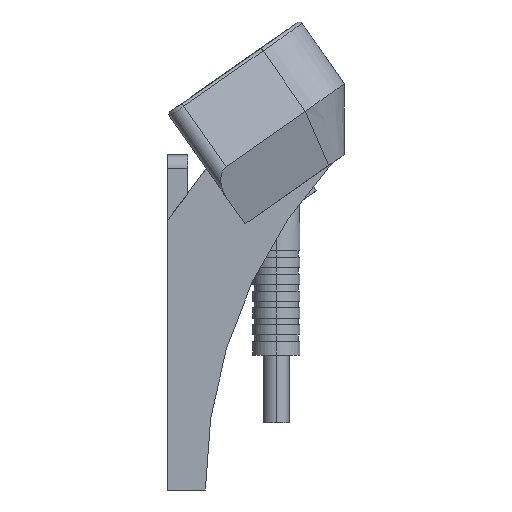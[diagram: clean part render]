
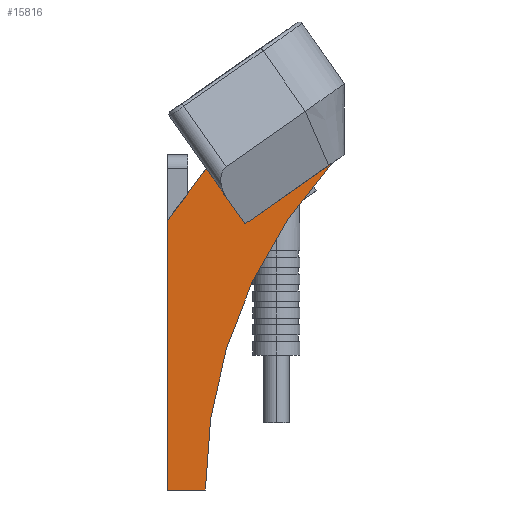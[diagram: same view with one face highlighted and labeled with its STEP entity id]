
A CAD part, left-side view. The second image highlights one B-rep face of the part: STEP entity #15816.
In plain terms, the highlighted planar face has unit normal (-1, 0, 0).
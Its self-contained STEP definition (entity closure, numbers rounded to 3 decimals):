
#2063 = FACE_OUTER_BOUND ( 'NONE', #9615, .T. ) ;
#2872 = AXIS2_PLACEMENT_3D ( 'NONE', #5782, #5791, #5792 ) ;
#4248 = CARTESIAN_POINT ( 'NONE',  ( -36.35, 0., -40. ) ) ;
#4300 = CARTESIAN_POINT ( 'NONE',  ( -36.35, -11.472, -0.549 ) ) ;
#4335 = CARTESIAN_POINT ( 'NONE',  ( -36.35, -5.6, -40. ) ) ;
#4383 = CARTESIAN_POINT ( 'NONE',  ( -36.35, -24.37, 8.483 ) ) ;
#4395 = CARTESIAN_POINT ( 'NONE',  ( -36.35, 0., 0. ) ) ;
#4397 = CARTESIAN_POINT ( 'NONE',  ( -36.35, -5.736, 7.643 ) ) ;
#5782 = CARTESIAN_POINT ( 'NONE',  ( -36.35, 0., -40. ) ) ;
#5789 = PLANE ( 'NONE',  #2872 ) ;
#5791 = DIRECTION ( 'NONE',  ( -1., 0., 0. ) ) ;
#5792 = DIRECTION ( 'NONE',  ( 0., 0., 1. ) ) ;
#7323 = LINE ( 'NONE', #11083, #7328 ) ;
#7328 = VECTOR ( 'NONE', #11096, 1000. ) ;
#7355 = LINE ( 'NONE', #11182, #7362 ) ;
#7362 = VECTOR ( 'NONE', #11192, 1000. ) ;
#7385 = CIRCLE ( 'NONE', #8140, 72. ) ;
#7448 = LINE ( 'NONE', #11311, #7450 ) ;
#7449 = LINE ( 'NONE', #11313, #7452 ) ;
#7450 = VECTOR ( 'NONE', #11312, 1000. ) ;
#7451 = LINE ( 'NONE', #11315, #7454 ) ;
#7452 = VECTOR ( 'NONE', #11314, 1000. ) ;
#7454 = VECTOR ( 'NONE', #11316, 1000. ) ;
#8140 = AXIS2_PLACEMENT_3D ( 'NONE', #11222, #11223, #11224 ) ;
#9000 = VERTEX_POINT ( 'NONE', #4248 ) ;
#9052 = VERTEX_POINT ( 'NONE', #4300 ) ;
#9414 = VERTEX_POINT ( 'NONE', #4335 ) ;
#9514 = VERTEX_POINT ( 'NONE', #4383 ) ;
#9540 = VERTEX_POINT ( 'NONE', #4395 ) ;
#9544 = VERTEX_POINT ( 'NONE', #4397 ) ;
#9615 = EDGE_LOOP ( 'NONE', ( #15722, #15723, #15724, #15725, #15726, #15727 ) ) ;
#11083 = CARTESIAN_POINT ( 'NONE',  ( -36.35, 0., -40. ) ) ;
#11096 = DIRECTION ( 'NONE',  ( 0., 0., 1. ) ) ;
#11182 = CARTESIAN_POINT ( 'NONE',  ( -36.35, 0., -40. ) ) ;
#11192 = DIRECTION ( 'NONE',  ( 0., -1., 0. ) ) ;
#11222 = CARTESIAN_POINT ( 'NONE',  ( -36.35, -77.6, -40. ) ) ;
#11223 = DIRECTION ( 'NONE',  ( -1., 0., 0. ) ) ;
#11224 = DIRECTION ( 'NONE',  ( 0., 0., -1. ) ) ;
#11311 = CARTESIAN_POINT ( 'NONE',  ( -36.35, -31.131, 13.217 ) ) ;
#11312 = DIRECTION ( 'NONE',  ( 0., -0.819, 0.574 ) ) ;
#11313 = CARTESIAN_POINT ( 'NONE',  ( -36.35, -7.305, 5.402 ) ) ;
#11314 = DIRECTION ( 'NONE',  ( 0., -0.574, -0.819 ) ) ;
#11315 = CARTESIAN_POINT ( 'NONE',  ( -36.35, 0., 0. ) ) ;
#11316 = DIRECTION ( 'NONE',  ( 0., -0.6, 0.8 ) ) ;
#15722 = ORIENTED_EDGE ( 'NONE', *, *, #16202, .T. ) ;
#15723 = ORIENTED_EDGE ( 'NONE', *, *, #16216, .F. ) ;
#15724 = ORIENTED_EDGE ( 'NONE', *, *, #16254, .F. ) ;
#15725 = ORIENTED_EDGE ( 'NONE', *, *, #16255, .F. ) ;
#15726 = ORIENTED_EDGE ( 'NONE', *, *, #16256, .F. ) ;
#15727 = ORIENTED_EDGE ( 'NONE', *, *, #16180, .F. ) ;
#15816 = ADVANCED_FACE ( 'NONE', ( #2063 ), #5789, .T. ) ;
#16180 = EDGE_CURVE ( 'NONE', #9000, #9540, #7323, .T. ) ;
#16202 = EDGE_CURVE ( 'NONE', #9000, #9414, #7355, .T. ) ;
#16216 = EDGE_CURVE ( 'NONE', #9514, #9414, #7385, .T. ) ;
#16254 = EDGE_CURVE ( 'NONE', #9052, #9514, #7448, .T. ) ;
#16255 = EDGE_CURVE ( 'NONE', #9544, #9052, #7449, .T. ) ;
#16256 = EDGE_CURVE ( 'NONE', #9540, #9544, #7451, .T. ) ;
